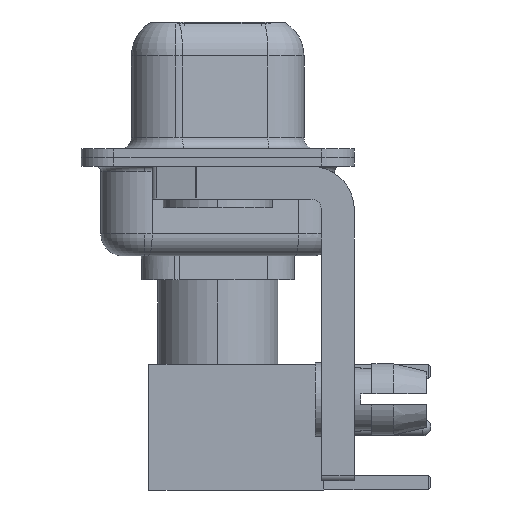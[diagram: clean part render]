
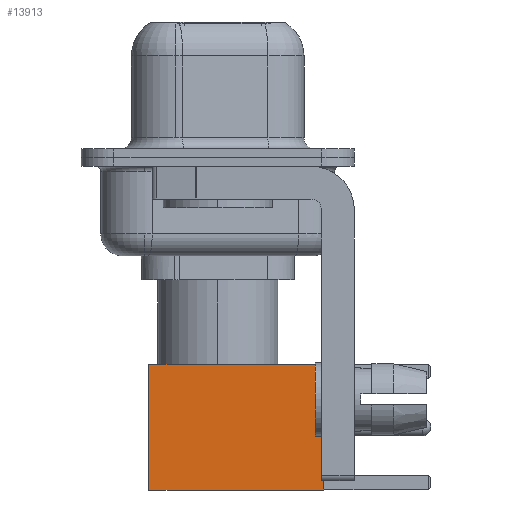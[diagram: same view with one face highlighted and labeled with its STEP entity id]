
A CAD part, left-side view. The second image highlights one B-rep face of the part: STEP entity #13913.
In plain terms, the highlighted face is planar.
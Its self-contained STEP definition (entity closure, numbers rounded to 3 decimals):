
#915 = VECTOR ( 'NONE', #19239, 1000. ) ;
#1444 = CARTESIAN_POINT ( 'NONE',  ( 2.875, 2.875, 0. ) ) ;
#1799 = LINE ( 'NONE', #8460, #8332 ) ;
#2800 = CARTESIAN_POINT ( 'NONE',  ( 2.875, 2.875, 0. ) ) ;
#3788 = EDGE_LOOP ( 'NONE', ( #5801, #16997, #18002, #6128 ) ) ;
#4331 = LINE ( 'NONE', #11009, #16340 ) ;
#4809 = DIRECTION ( 'NONE',  ( 0., 0., 1. ) ) ;
#5801 = ORIENTED_EDGE ( 'NONE', *, *, #17223, .T. ) ;
#5873 = LINE ( 'NONE', #7421, #10817 ) ;
#6128 = ORIENTED_EDGE ( 'NONE', *, *, #15914, .F. ) ;
#7421 = CARTESIAN_POINT ( 'NONE',  ( 2.875, 2.875, 0. ) ) ;
#7740 = DIRECTION ( 'NONE',  ( -1., 0., 0. ) ) ;
#7971 = VERTEX_POINT ( 'NONE', #8700 ) ;
#8309 = FACE_OUTER_BOUND ( 'NONE', #3788, .T. ) ;
#8332 = VECTOR ( 'NONE', #13835, 1000. ) ;
#8460 = CARTESIAN_POINT ( 'NONE',  ( -2.875, 2.875, 0. ) ) ;
#8700 = CARTESIAN_POINT ( 'NONE',  ( 2.875, 2.875, 8. ) ) ;
#9167 = DIRECTION ( 'NONE',  ( 0., 0., -1. ) ) ;
#10518 = CARTESIAN_POINT ( 'NONE',  ( -2.875, 2.875, 0. ) ) ;
#10817 = VECTOR ( 'NONE', #9167, 1000. ) ;
#11009 = CARTESIAN_POINT ( 'NONE',  ( 0., 2.875, 8. ) ) ;
#11336 = VERTEX_POINT ( 'NONE', #2800 ) ;
#12568 = CARTESIAN_POINT ( 'NONE',  ( 0., 2.875, 0. ) ) ;
#12829 = EDGE_CURVE ( 'NONE', #11336, #21215, #16068, .T. ) ;
#13468 = DIRECTION ( 'NONE',  ( 0., 1., 0. ) ) ;
#13707 = CARTESIAN_POINT ( 'NONE',  ( -2.875, 2.875, 8. ) ) ;
#13835 = DIRECTION ( 'NONE',  ( 0., 0., -1. ) ) ;
#13913 = ADVANCED_FACE ( 'NONE', ( #8309 ), #21547, .T. ) ;
#14600 = AXIS2_PLACEMENT_3D ( 'NONE', #1444, #13468, #4809 ) ;
#15563 = EDGE_CURVE ( 'NONE', #19897, #21215, #1799, .T. ) ;
#15914 = EDGE_CURVE ( 'NONE', #7971, #19897, #4331, .T. ) ;
#16068 = LINE ( 'NONE', #12568, #915 ) ;
#16340 = VECTOR ( 'NONE', #7740, 1000. ) ;
#16997 = ORIENTED_EDGE ( 'NONE', *, *, #12829, .T. ) ;
#17223 = EDGE_CURVE ( 'NONE', #7971, #11336, #5873, .T. ) ;
#18002 = ORIENTED_EDGE ( 'NONE', *, *, #15563, .F. ) ;
#19239 = DIRECTION ( 'NONE',  ( -1., 0., 0. ) ) ;
#19897 = VERTEX_POINT ( 'NONE', #13707 ) ;
#21215 = VERTEX_POINT ( 'NONE', #10518 ) ;
#21547 = PLANE ( 'NONE',  #14600 ) ;
